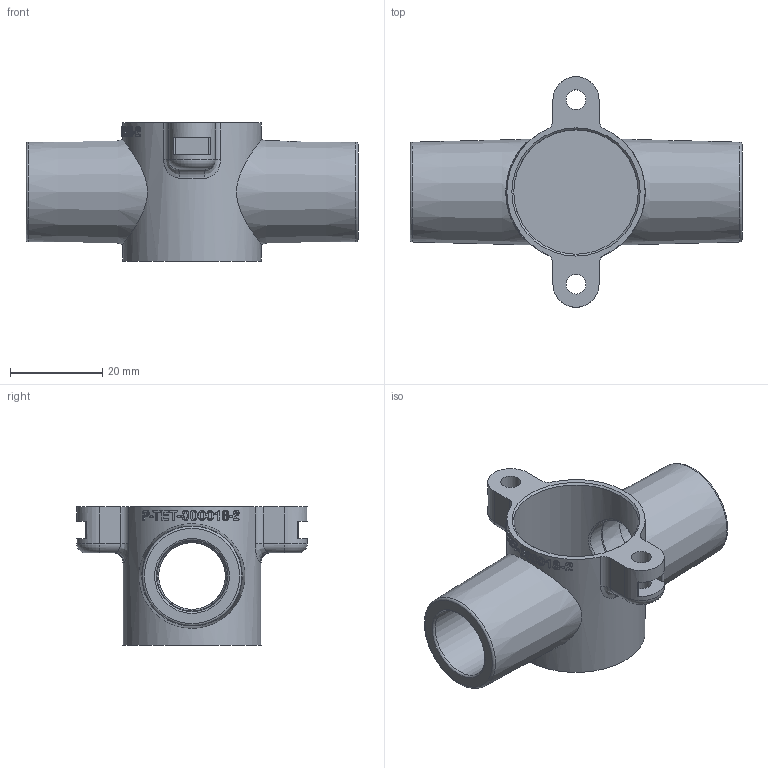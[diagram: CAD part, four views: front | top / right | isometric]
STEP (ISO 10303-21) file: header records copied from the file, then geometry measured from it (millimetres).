
FILE_DESCRIPTION(/* description */ (''),/* implementation_level */ '2;1');
FILE_NAME(/* name */ 'P-TET-000018-2_Shutoff_valve_body.step',/* time_stamp */ '2020-08-31T13:01:52-04:00',/* author */ (''),/* organization */ (''),/* preprocessor_version */ 'ST-DEVELOPER v18.1',/* originating_system */ 'Autodesk Translation Framework v9.3.0.1241',/* authorisation */ '');
FILE_SCHEMA (('AUTOMOTIVE_DESIGN { 1 0 10303 214 3 1 1 }'));
Length unit declared in the file: millimetre
Products named in the file (1): P-TET-000018-2 
Bounding box: 72 x 50 x 30 mm (x, y, z)
Volume: 14841.3 mm3; surface area: 12291.1 mm2
Topology: 1 solids, 1 shells, 406 faces, 1128 edges, 747 vertices
Faces by surface type: bspline 287, plane 57, cylinder 45, torus 10, cone 7
Full cylindrical faces by diameter (mm): 4.3 x4, 14.468 x2, 15.468 x2, 27 x1, 30 x1
Entity records: 18967 total; most frequent: CARTESIAN_POINT 10390, ORIENTED_EDGE 2256, EDGE_CURVE 1128, DIRECTION 917, VERTEX_POINT 747, B_SPLINE_CURVE_WITH_KNOTS 585, EDGE_LOOP 441, LINE 409
